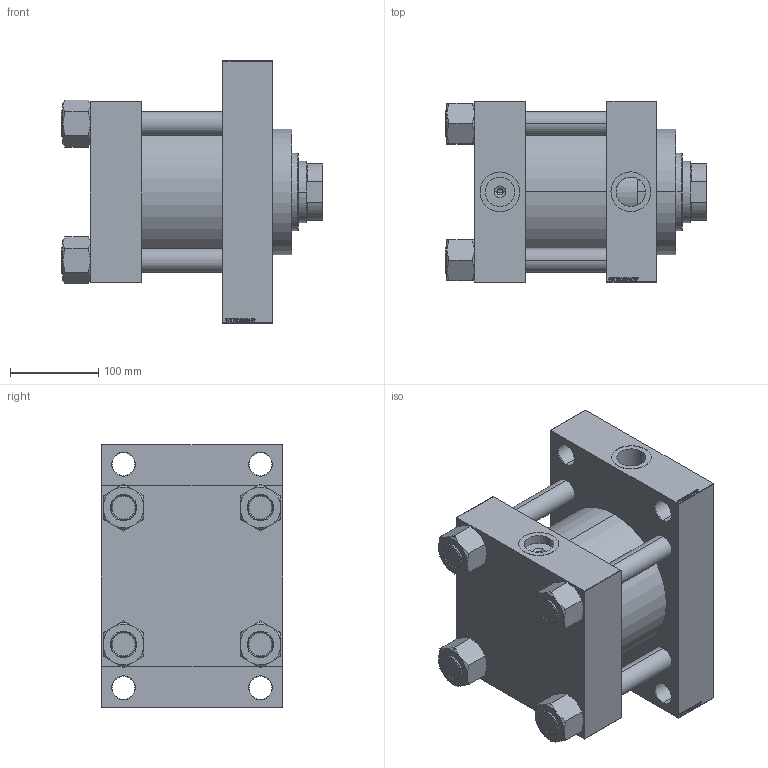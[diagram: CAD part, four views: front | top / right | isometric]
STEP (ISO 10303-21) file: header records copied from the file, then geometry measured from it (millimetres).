
FILE_DESCRIPTION (( 'STEP AP203' ), '1' );
FILE_NAME ('cc25.STEP', '2026-03-12T12:24:31', ( '' ), ( '' ), 'SwSTEP 2.0', 'SolidWorks 2019', '' );
FILE_SCHEMA (( 'CONFIG_CONTROL_DESIGN' ));
Length unit declared in the file: millimetre
Products named in the file (6): V215CD_VCP_D 84a7be51e59b86e32414cec053d1f9b3; V215CD_VC_A 84a7be51e59b86e32414cec053d1f9b3; V215CD_NUT_M5_D 84a7be51e59b86e32414cec053d1f9b3; cc25; V215CD_D_Body 84a7be51e59b86e32414cec053d1f9b3; V215CD_D_TYCINKA 84a7be51e59b86e32414cec053d1f9b3
Assembly tree (11 placements, depth 2):
  cc25
    V215CD_D_Body 84a7be51e59b86e32414cec053d1f9b3
    V215CD_VC_A 84a7be51e59b86e32414cec053d1f9b3
    V215CD_VCP_D 84a7be51e59b86e32414cec053d1f9b3
    V215CD_D_TYCINKA 84a7be51e59b86e32414cec053d1f9b3  x4
    V215CD_NUT_M5_D 84a7be51e59b86e32414cec053d1f9b3  x4
Bounding box: 296 x 205 x 297 mm (x, y, z)
Volume: 7855961.8 mm3; surface area: 729763.8 mm2
Topology: 11 solids, 11 shells, 1148 faces, 2905 edges, 1889 vertices
Faces by surface type: plane 544, bspline 368, cone 142, cylinder 86, torus 8
Entity records: 47685 total; most frequent: CARTESIAN_POINT 25221, ORIENTED_EDGE 5074, DIRECTION 3251, EDGE_CURVE 2537, VERTEX_POINT 1667, VECTOR 1525, LINE 1525, EDGE_LOOP 1122
